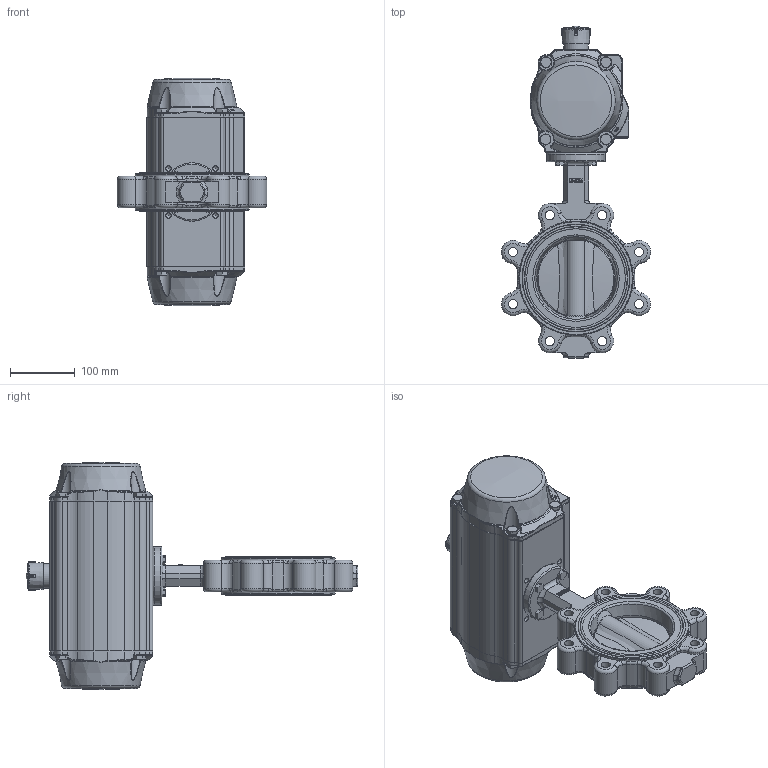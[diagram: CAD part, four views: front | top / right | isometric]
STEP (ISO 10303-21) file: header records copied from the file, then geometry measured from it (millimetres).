
FILE_DESCRIPTION(/* description */ ('Unknown'),/* implementation_level */ '2;1');
FILE_NAME(/* name */ 'FR06 5200_5210_5220-13',/* time_stamp */ '2023-05-03T11:42:04+02:00',/* author */ ('Unknown'),/* organization */ ('Unknown'),/* preprocessor_version */ 'ST-DEVELOPER v18.102',/* originating_system */ 'Solid Edge',/* authorisation */ 'Unknown');
FILE_SCHEMA (('AUTOMOTIVE_DESIGN {1 0 10303 214 3 1 1}'));
Products named in the file (17): DW333-5.200.125; DW07_FR06_(DW333_FR248); KP-125; ָʾ; 硌尨釱; 硌尨梓尨_酴伎; 指示标示(黄色）_红色; cup head nib bolts with large head gb_GB_FASTENER_BOLT_CHNBW M6X25-N; hexagon head bolts--product grade c gb_GB_FASTENER_BOLT_HHBC M10X45-N; LUG-DN125; DN125概极; seat; disc; shaft1; shaft2; bushing1; DIN933_M8x25
Assembly tree (29 placements, depth 4):
  DW333-5.200.125
    DW07_FR06_(DW333_FR248)
      KP-125
      ָʾ
        硌尨釱
        硌尨梓尨_酴伎  x2
        指示标示(黄色）_红色  x2
      cup head nib bolts with large head gb_GB_FASTENER_BOLT_CHNBW M6X25-N
      hexagon head bolts--product grade c gb_GB_FASTENER_BOLT_HHBC M10X45-N  x8
    LUG-DN125
      DN125概极
      seat
      disc
      shaft1
      shaft2
      bushing1  x2
    DIN933_M8x25  x4
Bounding box: 230 x 511.4 x 349.9 mm (x, y, z)
Volume: 8051359 mm3; surface area: 595039.9 mm2
Topology: 26 solids, 26 shells, 1782 faces, 4235 edges, 2553 vertices
Faces by surface type: plane 562, cylinder 443, bspline 366, torus 224, cone 168, sphere 19
Full cylindrical faces by diameter (mm): 3 x16, 3.3 x8, 4.2 x8, 4.66 x1, 5 x2, 6 x1, 6.2 x1, 6.8 x4, 8 x4, 8.5 x12, 10 x12, 11.8 x2, 13 x1, 14 x8, 15 x1, 18 x2, 18.92 x3, 19.2 x3, 23.8 x4, 23.88 x2, 30 x2, 31.6 x1, 32 x1, 38 x1, 38.5 x1, 56 x1, 90 x1, 132.5 x2, 132.6 x2, 152 x4
Entity records: 55227 total; most frequent: CARTESIAN_POINT 23511, ORIENTED_EDGE 6514, DIRECTION 6117, EDGE_CURVE 3257, AXIS2_PLACEMENT_3D 2472, VERTEX_POINT 2075, FACE_BOUND 1748, EDGE_LOOP 1723
